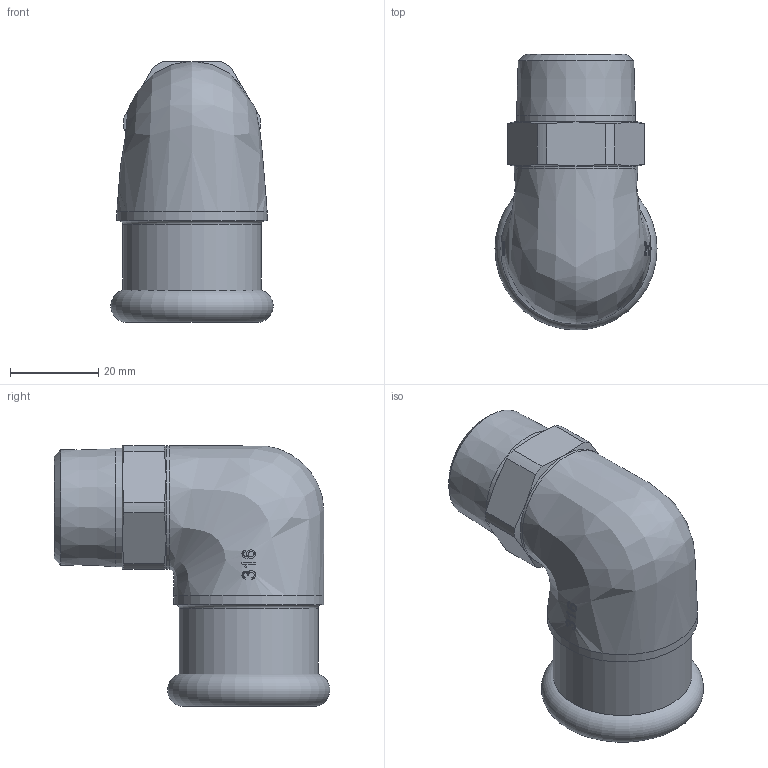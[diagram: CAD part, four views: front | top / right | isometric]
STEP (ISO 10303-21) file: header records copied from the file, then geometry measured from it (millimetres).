
FILE_DESCRIPTION(/* description */ ('Gomito 90° filettato maschio 3/4"x28 (Microfuso) / Elbow adapter 90° with male thread 3/4"x28 (casting)'),/* implementation_level */ '2;1');
FILE_NAME(/* name */ '197304028_Inoxpres.stp',/* time_stamp */ '2022-10-12T16:31:12+02:00',/* author */ ('Vault'),/* organization */ ('Raccorderie metalliche s.p.a. '),/* preprocessor_version */ 'ST-DEVELOPER v18.1',/* originating_system */ 'Autodesk Inventor 2020',/* authorisation */ 'Raccorderie metalliche s.p.a. ');
FILE_SCHEMA (('AUTOMOTIVE_DESIGN { 1 0 10303 214 3 1 1 }'));
Length unit declared in the file: millimetre
Products named in the file (1): 197304028_Inoxpres
Bounding box: 36.68 x 62.34 x 59 mm (x, y, z)
Volume: 25270.3 mm3; surface area: 15620.8 mm2
Topology: 1 solids, 1 shells, 193 faces, 526 edges, 352 vertices
Faces by surface type: bspline 89, plane 69, cylinder 15, cone 14, torus 6
Full cylindrical faces by diameter (mm): 20 x1, 25.6 x1, 26.9 x1, 28 x1, 28.4 x1, 28.8 x2, 31.4 x1, 34 x1
Entity records: 9522 total; most frequent: CARTESIAN_POINT 5360, ORIENTED_EDGE 1052, DIRECTION 532, EDGE_CURVE 526, VERTEX_POINT 352, B_SPLINE_CURVE_WITH_KNOTS 264, EDGE_LOOP 212, FACE_OUTER_BOUND 193
